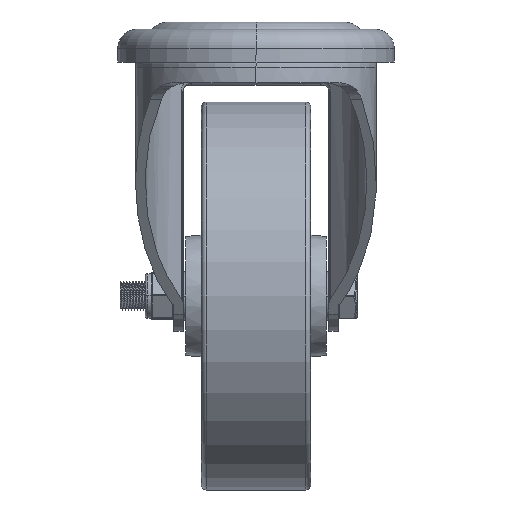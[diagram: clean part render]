
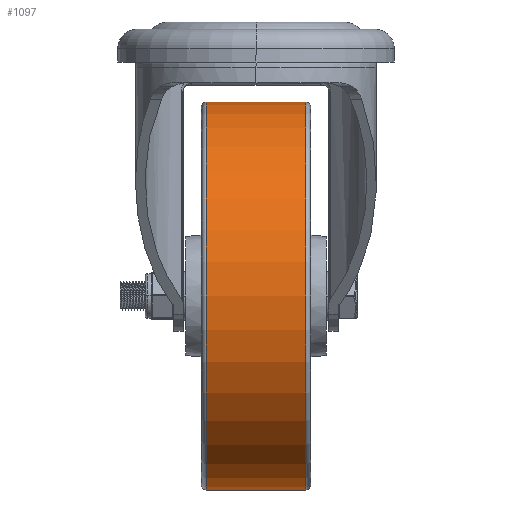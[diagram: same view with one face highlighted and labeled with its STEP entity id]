
A CAD part, left-side view. The second image highlights one B-rep face of the part: STEP entity #1097.
In plain terms, the highlighted cylindrical face has radius 80 mm (diameter 160 mm), a partial arc.
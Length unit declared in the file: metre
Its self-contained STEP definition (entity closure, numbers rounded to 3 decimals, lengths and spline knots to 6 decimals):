
#1097=ADVANCED_FACE('5:42756',(#2051),#2052,.T.);
#2051=FACE_OUTER_BOUND('',#4111,.T.);
#2052=CYLINDRICAL_SURFACE('',#4112,0.08);
#4111=EDGE_LOOP('',(#12277,#12278,#12279,#12280));
#4112=AXIS2_PLACEMENT_3D('',#12281,#12282,#12283);
#12277=ORIENTED_EDGE('',*,*,#16338,.T.);
#12278=ORIENTED_EDGE('',*,*,#16347,.F.);
#12279=ORIENTED_EDGE('',*,*,#16340,.T.);
#12280=ORIENTED_EDGE('',*,*,#16346,.T.);
#12281=CARTESIAN_POINT('',(0.0,0.,0.));
#12282=DIRECTION('',(-0.0,1.0,0.));
#12283=DIRECTION('',(0.0,0.,1.0));
#16338=EDGE_CURVE('',#18289,#18281,#18290,.T.);
#16340=EDGE_CURVE('',#18284,#18291,#18293,.T.);
#16346=EDGE_CURVE('5:42774',#18291,#18289,#18301,.T.);
#16347=EDGE_CURVE('5:42777',#18284,#18281,#18302,.T.);
#18281=VERTEX_POINT('',#22279);
#18284=VERTEX_POINT('',#22282);
#18289=VERTEX_POINT('',#22287);
#18290=LINE('',#22288,#22289);
#18291=VERTEX_POINT('',#22290);
#18293=LINE('',#22292,#22293);
#18301=CIRCLE('',#22301,0.08);
#18302=CIRCLE('',#22302,0.08);
#22279=CARTESIAN_POINT('',(0.0,0.0205,0.08));
#22282=CARTESIAN_POINT('',(0.,0.0205,-0.08));
#22287=CARTESIAN_POINT('',(0.0,-0.0205,0.08));
#22288=CARTESIAN_POINT('',(0.,0.,0.08));
#22289=VECTOR('',#28169,1.0);
#22290=CARTESIAN_POINT('',(0.,-0.0205,-0.08));
#22292=CARTESIAN_POINT('',(0.,0.,-0.08));
#22293=VECTOR('',#28173,1.0);
#22301=AXIS2_PLACEMENT_3D('',#28189,#28190,#28191);
#22302=AXIS2_PLACEMENT_3D('',#28192,#28193,#28194);
#28169=DIRECTION('',(-0.0,1.0,0.));
#28173=DIRECTION('',(-0.0,-1.0,0.));
#28189=CARTESIAN_POINT('',(0.0,-0.0205,0.));
#28190=DIRECTION('',(-0.0,1.0,0.));
#28191=DIRECTION('',(0.0,0.,1.0));
#28192=CARTESIAN_POINT('',(0.0,0.0205,0.));
#28193=DIRECTION('',(-0.0,1.0,0.));
#28194=DIRECTION('',(0.0,0.,1.0));
